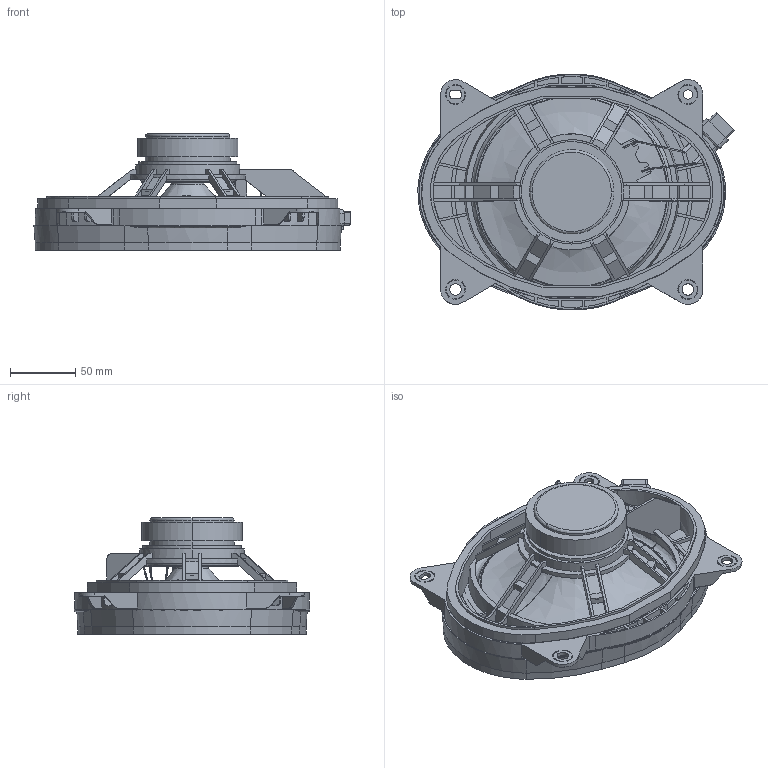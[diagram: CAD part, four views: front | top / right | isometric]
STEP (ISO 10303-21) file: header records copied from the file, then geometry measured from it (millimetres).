
FILE_DESCRIPTION(('FreeCAD Model'),'2;1');
FILE_NAME('Open CASCADE Shape Model','2025-04-30T07:52:24',('FreeCAD'),( 'FreeCAD'),'Open CASCADE STEP processor 7.6','FreeCAD','Unknown');
FILE_SCHEMA(('AUTOMOTIVE_DESIGN { 1 0 10303 214 1 1 1 1 }'));
Products named in the file (1): Open CASCADE STEP translator 7.6 1
Bounding box: 242.44 x 180.88 x 89.29 mm (x, y, z)
Volume: 295840.8 mm3; surface area: 306661.4 mm2
Topology: 23 solids, 28 shells, 1430 faces, 3771 edges, 2440 vertices
Faces by surface type: bspline 1430
Entity records: 44970 total; most frequent: CARTESIAN_POINT 23342, ORIENTED_EDGE 7518, EDGE_CURVE 3767, B_SPLINE_CURVE_WITH_KNOTS 2464, VERTEX_POINT 2440, FACE_BOUND 1549, EDGE_LOOP 1549, ADVANCED_FACE 1430
